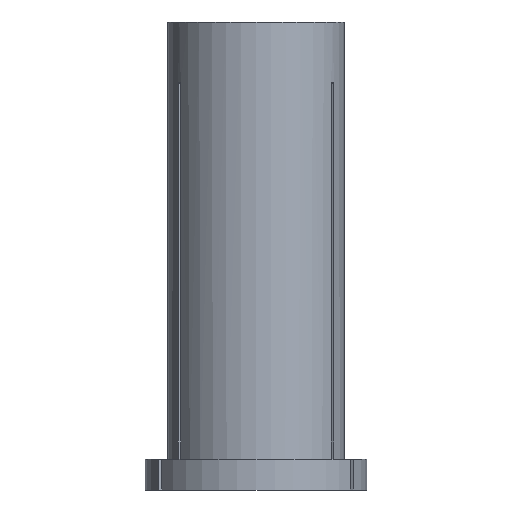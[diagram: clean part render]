
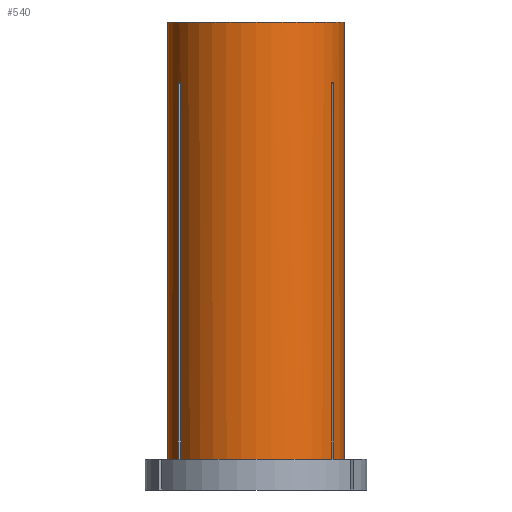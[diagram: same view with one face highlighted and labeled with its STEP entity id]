
A CAD part, front view. The second image highlights one B-rep face of the part: STEP entity #540.
In plain terms, the highlighted cylindrical face has radius 10 mm (diameter 20 mm), a partial arc.
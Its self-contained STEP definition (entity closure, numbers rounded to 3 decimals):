
#3 = AXIS2_PLACEMENT_3D ( 'NONE', #840, #562, #774 ) ;
#34 = DIRECTION ( 'NONE',  ( 1., 0., 0. ) ) ;
#46 = FACE_OUTER_BOUND ( 'NONE', #614, .T. ) ;
#56 = EDGE_CURVE ( 'NONE', #517, #145, #557, .T. ) ;
#65 = ORIENTED_EDGE ( 'NONE', *, *, #998, .T. ) ;
#70 = ORIENTED_EDGE ( 'NONE', *, *, #847, .F. ) ;
#82 = CARTESIAN_POINT ( 'NONE',  ( 8.506, -5.258, -6.812 ) ) ;
#90 = DIRECTION ( 'NONE',  ( 0., 0., 1. ) ) ;
#100 = CARTESIAN_POINT ( 'NONE',  ( -8.806, -4.738, -6.812 ) ) ;
#103 = CARTESIAN_POINT ( 'NONE',  ( -8.559, -5.172, -6.81 ) ) ;
#108 = CARTESIAN_POINT ( 'NONE',  ( -8.806, -4.738, -6.812 ) ) ;
#109 = ORIENTED_EDGE ( 'NONE', *, *, #598, .T. ) ;
#122 = CARTESIAN_POINT ( 'NONE',  ( 8.506, -5.258, 0. ) ) ;
#125 = CARTESIAN_POINT ( 'NONE',  ( 8.806, -4.738, -49.4 ) ) ;
#134 = VECTOR ( 'NONE', #1402, 1000. ) ;
#136 = DIRECTION ( 'NONE',  ( 0., 0., 1. ) ) ;
#141 = ORIENTED_EDGE ( 'NONE', *, *, #56, .T. ) ;
#143 = ORIENTED_EDGE ( 'NONE', *, *, #1462, .T. ) ;
#145 = VERTEX_POINT ( 'NONE', #276 ) ;
#161 = CYLINDRICAL_SURFACE ( 'NONE', #789, 10. ) ;
#169 = EDGE_CURVE ( 'NONE', #964, #856, #1377, .T. ) ;
#204 = CARTESIAN_POINT ( 'NONE',  ( 0., 0., -49.4 ) ) ;
#210 = DIRECTION ( 'NONE',  ( 0., 0., 1. ) ) ;
#218 = DIRECTION ( 'NONE',  ( 0., 0., 1. ) ) ;
#227 = AXIS2_PLACEMENT_3D ( 'NONE', #204, #210, #1184 ) ;
#242 = CARTESIAN_POINT ( 'NONE',  ( -10., 0., 0. ) ) ;
#262 = AXIS2_PLACEMENT_3D ( 'NONE', #1049, #719, #1138 ) ;
#276 = CARTESIAN_POINT ( 'NONE',  ( 10., 0., 0. ) ) ;
#298 = CARTESIAN_POINT ( 'NONE',  ( 10., 0., -49.4 ) ) ;
#303 = VERTEX_POINT ( 'NONE', #1062 ) ;
#309 = DIRECTION ( 'NONE',  ( 1., 0., 0. ) ) ;
#323 = LINE ( 'NONE', #242, #1475 ) ;
#344 = EDGE_CURVE ( 'NONE', #472, #856, #1510, .T. ) ;
#348 = CARTESIAN_POINT ( 'NONE',  ( -8.662, -5., -6.808 ) ) ;
#362 = CARTESIAN_POINT ( 'NONE',  ( 8.506, -5.258, -6.812 ) ) ;
#365 = EDGE_CURVE ( 'NONE', #1150, #517, #958, .T. ) ;
#374 = ORIENTED_EDGE ( 'NONE', *, *, #1341, .F. ) ;
#399 = DIRECTION ( 'NONE',  ( 0., 0., 1. ) ) ;
#471 = CIRCLE ( 'NONE', #3, 10. ) ;
#472 = VERTEX_POINT ( 'NONE', #1100 ) ;
#512 = CARTESIAN_POINT ( 'NONE',  ( -8.759, -4.826, -6.81 ) ) ;
#517 = VERTEX_POINT ( 'NONE', #298 ) ;
#540 = ADVANCED_FACE ( 'NONE', ( #46 ), #161, .T. ) ;
#547 = CARTESIAN_POINT ( 'NONE',  ( -8.806, -4.738, -49.4 ) ) ;
#548 = CIRCLE ( 'NONE', #227, 10. ) ;
#557 = LINE ( 'NONE', #1448, #607 ) ;
#562 = DIRECTION ( 'NONE',  ( 0., 0., 1. ) ) ;
#598 = EDGE_CURVE ( 'NONE', #472, #303, #471, .T. ) ;
#607 = VECTOR ( 'NONE', #399, 1000. ) ;
#609 = CARTESIAN_POINT ( 'NONE',  ( 8.806, -4.738, 0. ) ) ;
#614 = EDGE_LOOP ( 'NONE', ( #70, #143, #854, #1335, #1285, #109, #1136, #65, #374, #1066, #141, #1514 ) ) ;
#654 = VERTEX_POINT ( 'NONE', #547 ) ;
#656 = CARTESIAN_POINT ( 'NONE',  ( 0., 0., 0. ) ) ;
#673 = DIRECTION ( 'NONE',  ( 0., 0., 1. ) ) ;
#707 = VECTOR ( 'NONE', #717, 1000. ) ;
#717 = DIRECTION ( 'NONE',  ( 0., 0., 1. ) ) ;
#719 = DIRECTION ( 'NONE',  ( 0., 0., 1. ) ) ;
#720 = CARTESIAN_POINT ( 'NONE',  ( 8.661, -5.001, -6.808 ) ) ;
#732 = EDGE_CURVE ( 'NONE', #1348, #145, #1208, .T. ) ;
#748 = DIRECTION ( 'NONE',  ( 0., 0., 1. ) ) ;
#774 = DIRECTION ( 'NONE',  ( 1., 0., 0. ) ) ;
#789 = AXIS2_PLACEMENT_3D ( 'NONE', #656, #748, #309 ) ;
#818 = VECTOR ( 'NONE', #136, 1000. ) ;
#828 = VERTEX_POINT ( 'NONE', #362 ) ;
#840 = CARTESIAN_POINT ( 'NONE',  ( 0., 0., -49.4 ) ) ;
#847 = EDGE_CURVE ( 'NONE', #899, #1348, #323, .T. ) ;
#854 = ORIENTED_EDGE ( 'NONE', *, *, #1356, .T. ) ;
#856 = VERTEX_POINT ( 'NONE', #930 ) ;
#857 = LINE ( 'NONE', #1217, #818 ) ;
#899 = VERTEX_POINT ( 'NONE', #1050 ) ;
#913 = CARTESIAN_POINT ( 'NONE',  ( -8.506, -5.258, -6.812 ) ) ;
#930 = CARTESIAN_POINT ( 'NONE',  ( -8.506, -5.258, -6.812 ) ) ;
#958 = CIRCLE ( 'NONE', #262, 10. ) ;
#964 = VERTEX_POINT ( 'NONE', #100 ) ;
#978 = LINE ( 'NONE', #609, #134 ) ;
#995 = AXIS2_PLACEMENT_3D ( 'NONE', #1479, #673, #34 ) ;
#998 = EDGE_CURVE ( 'NONE', #828, #1120, #1329, .T. ) ;
#1025 = LINE ( 'NONE', #122, #707 ) ;
#1049 = CARTESIAN_POINT ( 'NONE',  ( 0., 0., -49.4 ) ) ;
#1050 = CARTESIAN_POINT ( 'NONE',  ( -10., 0., -49.4 ) ) ;
#1062 = CARTESIAN_POINT ( 'NONE',  ( 8.506, -5.258, -49.4 ) ) ;
#1066 = ORIENTED_EDGE ( 'NONE', *, *, #365, .T. ) ;
#1100 = CARTESIAN_POINT ( 'NONE',  ( -8.506, -5.258, -49.4 ) ) ;
#1120 = VERTEX_POINT ( 'NONE', #1252 ) ;
#1130 = VECTOR ( 'NONE', #218, 1000. ) ;
#1136 = ORIENTED_EDGE ( 'NONE', *, *, #1320, .T. ) ;
#1138 = DIRECTION ( 'NONE',  ( 1., 0., 0. ) ) ;
#1150 = VERTEX_POINT ( 'NONE', #125 ) ;
#1173 = CARTESIAN_POINT ( 'NONE',  ( 8.759, -4.826, -6.81 ) ) ;
#1177 = CARTESIAN_POINT ( 'NONE',  ( -8.506, -5.258, 0. ) ) ;
#1184 = DIRECTION ( 'NONE',  ( 1., 0., 0. ) ) ;
#1208 = CIRCLE ( 'NONE', #995, 10. ) ;
#1217 = CARTESIAN_POINT ( 'NONE',  ( -8.806, -4.738, 0. ) ) ;
#1252 = CARTESIAN_POINT ( 'NONE',  ( 8.806, -4.738, -6.812 ) ) ;
#1285 = ORIENTED_EDGE ( 'NONE', *, *, #344, .F. ) ;
#1290 = CARTESIAN_POINT ( 'NONE',  ( 8.559, -5.173, -6.81 ) ) ;
#1320 = EDGE_CURVE ( 'NONE', #303, #828, #1025, .T. ) ;
#1329 = B_SPLINE_CURVE_WITH_KNOTS ( 'NONE', 3,
 ( #82, #1290, #720, #1173, #1395 ),
 .UNSPECIFIED., .F., .F.,
 ( 4, 1, 4 ),
 ( 0.065, 0.065, 0.065 ),
 .UNSPECIFIED. ) ;
#1335 = ORIENTED_EDGE ( 'NONE', *, *, #169, .T. ) ;
#1341 = EDGE_CURVE ( 'NONE', #1150, #1120, #978, .T. ) ;
#1348 = VERTEX_POINT ( 'NONE', #1384 ) ;
#1356 = EDGE_CURVE ( 'NONE', #654, #964, #857, .T. ) ;
#1377 = B_SPLINE_CURVE_WITH_KNOTS ( 'NONE', 3,
 ( #108, #512, #348, #103, #913 ),
 .UNSPECIFIED., .F., .F.,
 ( 4, 1, 4 ),
 ( 0.059, 0.059, 0.06 ),
 .UNSPECIFIED. ) ;
#1384 = CARTESIAN_POINT ( 'NONE',  ( -10., 0., 0. ) ) ;
#1395 = CARTESIAN_POINT ( 'NONE',  ( 8.806, -4.738, -6.812 ) ) ;
#1402 = DIRECTION ( 'NONE',  ( 0., 0., 1. ) ) ;
#1448 = CARTESIAN_POINT ( 'NONE',  ( 10., 0., 0. ) ) ;
#1462 = EDGE_CURVE ( 'NONE', #899, #654, #548, .T. ) ;
#1475 = VECTOR ( 'NONE', #90, 1000. ) ;
#1479 = CARTESIAN_POINT ( 'NONE',  ( 0., 0., 0. ) ) ;
#1510 = LINE ( 'NONE', #1177, #1130 ) ;
#1514 = ORIENTED_EDGE ( 'NONE', *, *, #732, .F. ) ;
